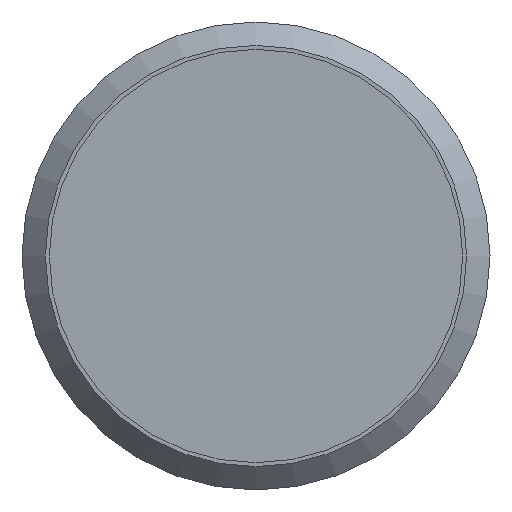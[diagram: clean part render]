
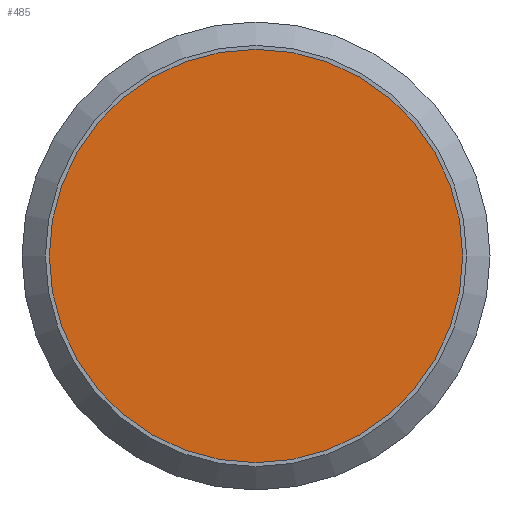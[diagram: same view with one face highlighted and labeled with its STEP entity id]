
A CAD part, front view. The second image highlights one B-rep face of the part: STEP entity #485.
In plain terms, the highlighted planar face has unit normal (0, -1, 0).
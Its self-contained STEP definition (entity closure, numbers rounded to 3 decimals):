
#41=PLANE('',#568);
#68=FACE_OUTER_BOUND('',#101,.T.);
#101=EDGE_LOOP('',(#415));
#184=CIRCLE('',#569,5.3);
#227=VERTEX_POINT('',#930);
#290=EDGE_CURVE('',#227,#227,#184,.T.);
#415=ORIENTED_EDGE('',*,*,#290,.T.);
#485=ADVANCED_FACE('',(#68),#41,.T.);
#568=AXIS2_PLACEMENT_3D('',#929,#717,#718);
#569=AXIS2_PLACEMENT_3D('',#931,#719,#720);
#717=DIRECTION('center_axis',(0.,-1.,0.));
#718=DIRECTION('ref_axis',(0.,0.,-1.));
#719=DIRECTION('center_axis',(0.,-1.,0.));
#720=DIRECTION('ref_axis',(1.,0.,0.));
#929=CARTESIAN_POINT('Origin',(2.55,-1.,0.));
#930=CARTESIAN_POINT('',(-5.3,-1.,0.));
#931=CARTESIAN_POINT('Origin',(0.,-1.,0.));
